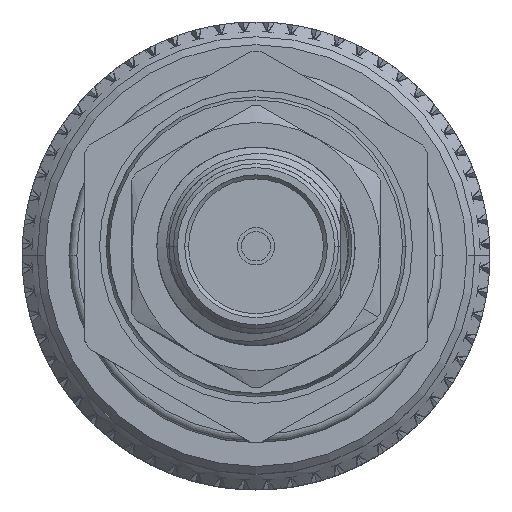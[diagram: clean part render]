
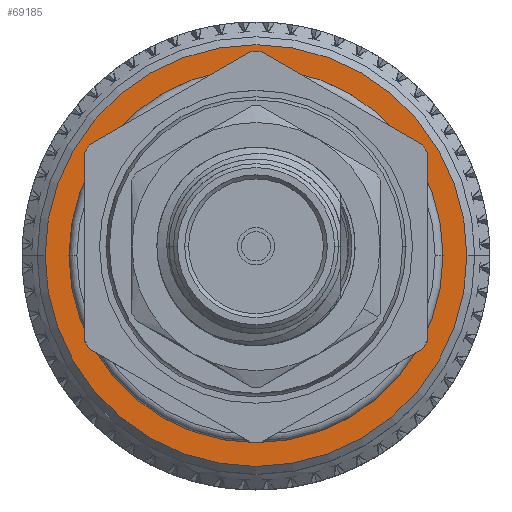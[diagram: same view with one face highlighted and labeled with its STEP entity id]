
A CAD part, top view. The second image highlights one B-rep face of the part: STEP entity #69185.
In plain terms, the highlighted face is planar.
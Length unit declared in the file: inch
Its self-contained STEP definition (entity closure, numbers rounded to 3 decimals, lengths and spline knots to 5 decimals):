
#4268 = CARTESIAN_POINT ( 'NONE',  ( 0.5965, 0., 0.266 ) ) ;
#4605 = ORIENTED_EDGE ( 'NONE', *, *, #43457, .T. ) ;
#7821 = DIRECTION ( 'NONE',  ( 0., 0., 1. ) ) ;
#11850 = CIRCLE ( 'NONE', #57552, 0.236 ) ;
#13788 = DIRECTION ( 'NONE',  ( 1., 0., 0. ) ) ;
#16290 = FACE_BOUND ( 'NONE', #33041, .T. ) ;
#19276 = DIRECTION ( 'NONE',  ( 1., 0., 0. ) ) ;
#19747 = ORIENTED_EDGE ( 'NONE', *, *, #65999, .F. ) ;
#20406 = CARTESIAN_POINT ( 'NONE',  ( 0.5965, 0., 0. ) ) ;
#21801 = VERTEX_POINT ( 'NONE', #71479 ) ;
#23132 = FACE_OUTER_BOUND ( 'NONE', #65658, .T. ) ;
#25004 = EDGE_CURVE ( 'NONE', #79286, #21801, #11850, .T. ) ;
#25360 = AXIS2_PLACEMENT_3D ( 'NONE', #104130, #59917, #60291 ) ;
#25482 = AXIS2_PLACEMENT_3D ( 'NONE', #60488, #61240, #7821 ) ;
#31433 = DIRECTION ( 'NONE',  ( 0., 0., 1. ) ) ;
#33020 = CIRCLE ( 'NONE', #61151, 0.236 ) ;
#33041 = EDGE_LOOP ( 'NONE', ( #96760, #19747 ) ) ;
#43457 = EDGE_CURVE ( 'NONE', #84215, #98397, #76301, .T. ) ;
#54648 = DIRECTION ( 'NONE',  ( 0., 0., 1. ) ) ;
#57552 = AXIS2_PLACEMENT_3D ( 'NONE', #20406, #19276, #54648 ) ;
#59917 = DIRECTION ( 'NONE',  ( 1., 0., 0. ) ) ;
#60291 = DIRECTION ( 'NONE',  ( 0., 0., 1. ) ) ;
#60488 = CARTESIAN_POINT ( 'NONE',  ( 0.5965, 0.276, 0. ) ) ;
#61151 = AXIS2_PLACEMENT_3D ( 'NONE', #110489, #82732, #109341 ) ;
#61240 = DIRECTION ( 'NONE',  ( -1., 0., 0. ) ) ;
#63249 = EDGE_CURVE ( 'NONE', #98397, #84215, #112670, .T. ) ;
#65658 = EDGE_LOOP ( 'NONE', ( #81661, #4605 ) ) ;
#65999 = EDGE_CURVE ( 'NONE', #21801, #79286, #33020, .T. ) ;
#66430 = CARTESIAN_POINT ( 'NONE',  ( 0.5965, 0., 0. ) ) ;
#68778 = CARTESIAN_POINT ( 'NONE',  ( 0.5965, 0., -0.266 ) ) ;
#69185 = ADVANCED_FACE ( 'NONE', ( #23132, #16290 ), #103951, .F. ) ;
#71479 = CARTESIAN_POINT ( 'NONE',  ( 0.5965, 0., -0.236 ) ) ;
#76301 = CIRCLE ( 'NONE', #25360, 0.266 ) ;
#79286 = VERTEX_POINT ( 'NONE', #89492 ) ;
#81661 = ORIENTED_EDGE ( 'NONE', *, *, #63249, .T. ) ;
#82732 = DIRECTION ( 'NONE',  ( 1., 0., 0. ) ) ;
#84215 = VERTEX_POINT ( 'NONE', #68778 ) ;
#89492 = CARTESIAN_POINT ( 'NONE',  ( 0.5965, 0., 0.236 ) ) ;
#96760 = ORIENTED_EDGE ( 'NONE', *, *, #25004, .F. ) ;
#98397 = VERTEX_POINT ( 'NONE', #4268 ) ;
#103951 = PLANE ( 'NONE',  #25482 ) ;
#104130 = CARTESIAN_POINT ( 'NONE',  ( 0.5965, 0., 0. ) ) ;
#108583 = AXIS2_PLACEMENT_3D ( 'NONE', #66430, #13788, #31433 ) ;
#109341 = DIRECTION ( 'NONE',  ( 0., 0., 1. ) ) ;
#110489 = CARTESIAN_POINT ( 'NONE',  ( 0.5965, 0., 0. ) ) ;
#112670 = CIRCLE ( 'NONE', #108583, 0.266 ) ;
